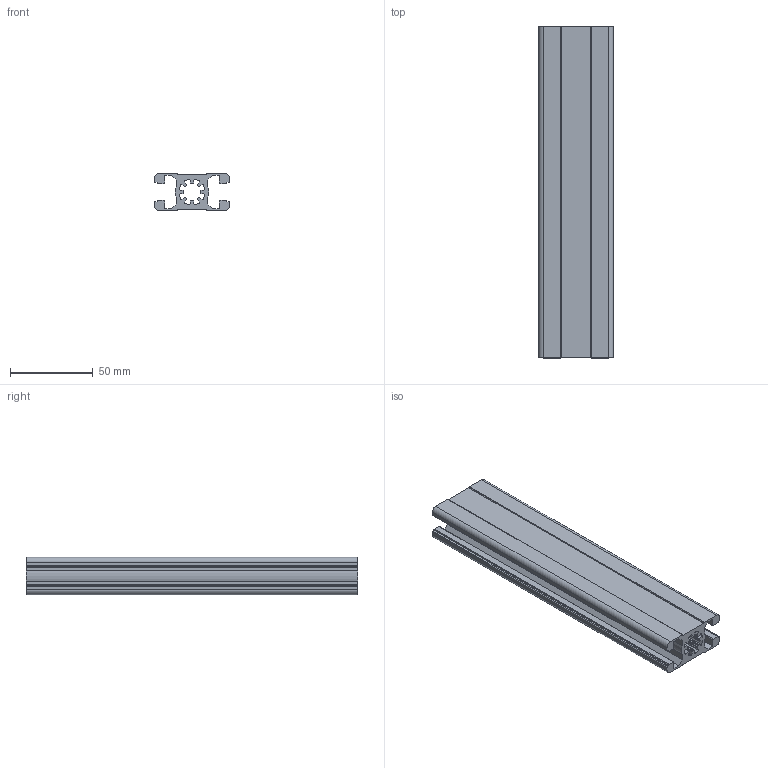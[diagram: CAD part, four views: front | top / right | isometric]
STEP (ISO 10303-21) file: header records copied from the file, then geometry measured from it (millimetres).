
FILE_DESCRIPTION (( 'STEP AP203' ), '1' );
FILE_NAME ('411990292_c_1.STEP', '2022-10-23T03:58:22', ( '' ), ( '' ), 'SwSTEP 2.0', 'SolidWorks 2014', '' );
FILE_SCHEMA (( 'CONFIG_CONTROL_DESIGN' ));
Length unit declared in the file: millimetre
Products named in the file (1): 411990292_c_1
Bounding box: 45 x 200 x 22.5 mm (x, y, z)
Volume: 91111 mm3; surface area: 60462.4 mm2
Topology: 1 solids, 1 shells, 139 faces, 411 edges, 274 vertices
Faces by surface type: cylinder 83, plane 56
Entity records: 4792 total; most frequent: DIRECTION 857, CARTESIAN_POINT 825, ORIENTED_EDGE 822, EDGE_CURVE 411, AXIS2_PLACEMENT_3D 306, VERTEX_POINT 274, VECTOR 245, LINE 245
